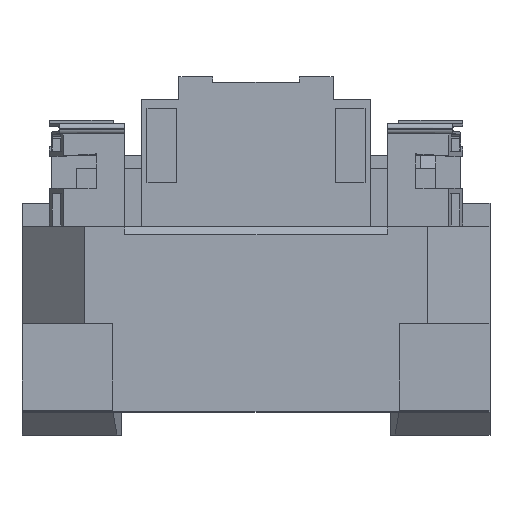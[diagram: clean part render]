
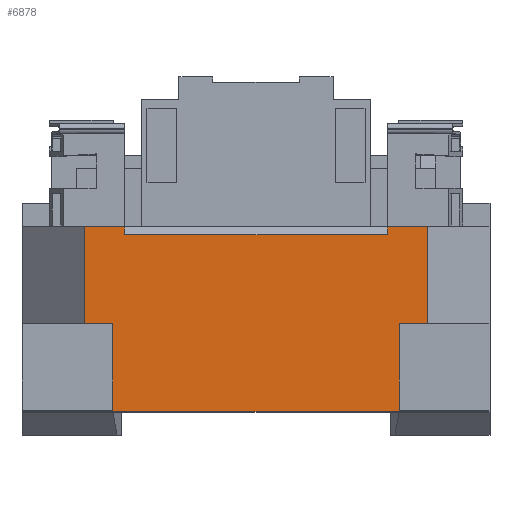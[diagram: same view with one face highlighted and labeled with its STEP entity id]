
A CAD part, top view. The second image highlights one B-rep face of the part: STEP entity #6878.
In plain terms, the highlighted planar face has unit normal (0, 0, 1).
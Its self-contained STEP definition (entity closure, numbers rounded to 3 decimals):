
#218 = CARTESIAN_POINT ( 'NONE',  ( 25.075, 0., 46.625 ) ) ;
#446 = LINE ( 'NONE', #6126, #4414 ) ;
#467 = CARTESIAN_POINT ( 'NONE',  ( -30., 32.2, 46.625 ) ) ;
#581 = CARTESIAN_POINT ( 'NONE',  ( -23., 32.2, 46.625 ) ) ;
#652 = ORIENTED_EDGE ( 'NONE', *, *, #1896, .F. ) ;
#802 = CARTESIAN_POINT ( 'NONE',  ( -23., 30.8, 46.625 ) ) ;
#842 = VERTEX_POINT ( 'NONE', #11344 ) ;
#1022 = VECTOR ( 'NONE', #3796, 1000. ) ;
#1034 = VECTOR ( 'NONE', #4778, 1000. ) ;
#1043 = VERTEX_POINT ( 'NONE', #12809 ) ;
#1237 = EDGE_CURVE ( 'NONE', #14905, #6859, #8945, .T. ) ;
#1246 = CARTESIAN_POINT ( 'NONE',  ( -30., -0.2, 46.625 ) ) ;
#1687 = VERTEX_POINT ( 'NONE', #9067 ) ;
#1710 = DIRECTION ( 'NONE',  ( 0., 1., 0. ) ) ;
#1772 = VERTEX_POINT ( 'NONE', #2497 ) ;
#1790 = CARTESIAN_POINT ( 'NONE',  ( 30., -0.2, 46.625 ) ) ;
#1824 = CARTESIAN_POINT ( 'NONE',  ( -30., -0.2, 46.625 ) ) ;
#1871 = DIRECTION ( 'NONE',  ( 1., 0., 0. ) ) ;
#1896 = EDGE_CURVE ( 'NONE', #3996, #6859, #3514, .T. ) ;
#2294 = VERTEX_POINT ( 'NONE', #9442 ) ;
#2398 = DIRECTION ( 'NONE',  ( 1., 0., 0. ) ) ;
#2497 = CARTESIAN_POINT ( 'NONE',  ( -30., 0., 46.625 ) ) ;
#2675 = CARTESIAN_POINT ( 'NONE',  ( 0., 15.2, 46.625 ) ) ;
#2704 = DIRECTION ( 'NONE',  ( 1., 0., 0. ) ) ;
#2977 = DIRECTION ( 'NONE',  ( 1., 0., 0. ) ) ;
#3074 = VECTOR ( 'NONE', #14516, 1000. ) ;
#3332 = DIRECTION ( 'NONE',  ( 0., 1., 0. ) ) ;
#3417 = VERTEX_POINT ( 'NONE', #9920 ) ;
#3447 = DIRECTION ( 'NONE',  ( -1., 0., 0. ) ) ;
#3514 = LINE ( 'NONE', #467, #4970 ) ;
#3750 = ORIENTED_EDGE ( 'NONE', *, *, #7785, .F. ) ;
#3762 = DIRECTION ( 'NONE',  ( 1., 0., 0. ) ) ;
#3784 = PLANE ( 'NONE',  #4516 ) ;
#3796 = DIRECTION ( 'NONE',  ( 1., 0., 0. ) ) ;
#3879 = CARTESIAN_POINT ( 'NONE',  ( 23., 32.2, 46.625 ) ) ;
#3996 = VERTEX_POINT ( 'NONE', #3879 ) ;
#4414 = VECTOR ( 'NONE', #6071, 1000. ) ;
#4516 = AXIS2_PLACEMENT_3D ( 'NONE', #1824, #12288, #2977 ) ;
#4552 = EDGE_CURVE ( 'NONE', #2294, #6508, #7602, .T. ) ;
#4606 = ORIENTED_EDGE ( 'NONE', *, *, #9922, .F. ) ;
#4617 = VECTOR ( 'NONE', #10565, 1000. ) ;
#4778 = DIRECTION ( 'NONE',  ( 0., 1., 0. ) ) ;
#4970 = VECTOR ( 'NONE', #2704, 1000. ) ;
#5069 = DIRECTION ( 'NONE',  ( 0., 1., 0. ) ) ;
#5195 = VECTOR ( 'NONE', #14679, 1000. ) ;
#5361 = ORIENTED_EDGE ( 'NONE', *, *, #10111, .T. ) ;
#5405 = VERTEX_POINT ( 'NONE', #802 ) ;
#5553 = VECTOR ( 'NONE', #3332, 1000. ) ;
#5809 = DIRECTION ( 'NONE',  ( 0., 1., 0. ) ) ;
#5821 = ORIENTED_EDGE ( 'NONE', *, *, #9549, .T. ) ;
#5836 = EDGE_CURVE ( 'NONE', #1687, #14596, #9298, .T. ) ;
#5869 = CARTESIAN_POINT ( 'NONE',  ( 30., 15.2, 46.625 ) ) ;
#6006 = CARTESIAN_POINT ( 'NONE',  ( -30., 15.2, 46.625 ) ) ;
#6023 = LINE ( 'NONE', #2675, #7844 ) ;
#6071 = DIRECTION ( 'NONE',  ( 0., 1., 0. ) ) ;
#6126 = CARTESIAN_POINT ( 'NONE',  ( -30., -0.2, 46.625 ) ) ;
#6242 = VECTOR ( 'NONE', #1871, 1000. ) ;
#6257 = DIRECTION ( 'NONE',  ( 1., 0., 0. ) ) ;
#6271 = LINE ( 'NONE', #12123, #12604 ) ;
#6508 = VERTEX_POINT ( 'NONE', #14563 ) ;
#6716 = EDGE_CURVE ( 'NONE', #11709, #842, #7831, .T. ) ;
#6859 = VERTEX_POINT ( 'NONE', #11065 ) ;
#6878 = ADVANCED_FACE ( 'NONE', ( #9787 ), #3784, .T. ) ;
#7231 = CARTESIAN_POINT ( 'NONE',  ( 30., -0.2, 46.625 ) ) ;
#7391 = CARTESIAN_POINT ( 'NONE',  ( 0., 0., 46.625 ) ) ;
#7559 = ORIENTED_EDGE ( 'NONE', *, *, #1237, .T. ) ;
#7602 = LINE ( 'NONE', #7231, #3074 ) ;
#7709 = LINE ( 'NONE', #218, #4617 ) ;
#7785 = EDGE_CURVE ( 'NONE', #3417, #842, #7794, .T. ) ;
#7794 = LINE ( 'NONE', #8190, #11034 ) ;
#7831 = LINE ( 'NONE', #14301, #8204 ) ;
#7844 = VECTOR ( 'NONE', #6257, 1000. ) ;
#8004 = CARTESIAN_POINT ( 'NONE',  ( 25.075, 15.2, 46.625 ) ) ;
#8082 = LINE ( 'NONE', #7391, #1022 ) ;
#8190 = CARTESIAN_POINT ( 'NONE',  ( -25.075, 0., 46.625 ) ) ;
#8204 = VECTOR ( 'NONE', #3762, 1000. ) ;
#8467 = ORIENTED_EDGE ( 'NONE', *, *, #9926, .F. ) ;
#8575 = ORIENTED_EDGE ( 'NONE', *, *, #12545, .F. ) ;
#8765 = LINE ( 'NONE', #11336, #14934 ) ;
#8801 = LINE ( 'NONE', #1246, #12608 ) ;
#8945 = LINE ( 'NONE', #1790, #11479 ) ;
#9067 = CARTESIAN_POINT ( 'NONE',  ( -30., 32.2, 46.625 ) ) ;
#9205 = ORIENTED_EDGE ( 'NONE', *, *, #10215, .F. ) ;
#9298 = LINE ( 'NONE', #9745, #6242 ) ;
#9442 = CARTESIAN_POINT ( 'NONE',  ( 30., -0.2, 46.625 ) ) ;
#9549 = EDGE_CURVE ( 'NONE', #12421, #2294, #8801, .T. ) ;
#9690 = ORIENTED_EDGE ( 'NONE', *, *, #12331, .F. ) ;
#9745 = CARTESIAN_POINT ( 'NONE',  ( -30., 32.2, 46.625 ) ) ;
#9787 = FACE_OUTER_BOUND ( 'NONE', #12260, .T. ) ;
#9920 = CARTESIAN_POINT ( 'NONE',  ( -25.075, 0., 46.625 ) ) ;
#9922 = EDGE_CURVE ( 'NONE', #1043, #6508, #14806, .T. ) ;
#9926 = EDGE_CURVE ( 'NONE', #11709, #1687, #11701, .T. ) ;
#10111 = EDGE_CURVE ( 'NONE', #5405, #14596, #11896, .T. ) ;
#10187 = CARTESIAN_POINT ( 'NONE',  ( 0., 0., 46.625 ) ) ;
#10215 = EDGE_CURVE ( 'NONE', #14002, #3996, #6271, .T. ) ;
#10235 = CARTESIAN_POINT ( 'NONE',  ( -30., -0.2, 46.625 ) ) ;
#10417 = CARTESIAN_POINT ( 'NONE',  ( -30., -0.2, 46.625 ) ) ;
#10565 = DIRECTION ( 'NONE',  ( 0., -1., 0. ) ) ;
#10733 = CARTESIAN_POINT ( 'NONE',  ( -23., 30.2, 46.625 ) ) ;
#10846 = ORIENTED_EDGE ( 'NONE', *, *, #4552, .T. ) ;
#10988 = EDGE_CURVE ( 'NONE', #14002, #5405, #8765, .T. ) ;
#11034 = VECTOR ( 'NONE', #5809, 1000. ) ;
#11065 = CARTESIAN_POINT ( 'NONE',  ( 30., 32.2, 46.625 ) ) ;
#11336 = CARTESIAN_POINT ( 'NONE',  ( 0., 30.8, 46.625 ) ) ;
#11344 = CARTESIAN_POINT ( 'NONE',  ( -25.075, 15.2, 46.625 ) ) ;
#11479 = VECTOR ( 'NONE', #5069, 1000. ) ;
#11632 = ORIENTED_EDGE ( 'NONE', *, *, #5836, .F. ) ;
#11701 = LINE ( 'NONE', #10235, #5553 ) ;
#11709 = VERTEX_POINT ( 'NONE', #6006 ) ;
#11896 = LINE ( 'NONE', #10733, #1034 ) ;
#12123 = CARTESIAN_POINT ( 'NONE',  ( 23., 30.2, 46.625 ) ) ;
#12260 = EDGE_LOOP ( 'NONE', ( #9205, #12717, #5361, #11632, #8467, #13737, #3750, #9690, #14797, #5821, #10846, #4606, #8575, #14875, #7559, #652 ) ) ;
#12288 = DIRECTION ( 'NONE',  ( 0., 0., 1. ) ) ;
#12331 = EDGE_CURVE ( 'NONE', #1772, #3417, #8082, .T. ) ;
#12421 = VERTEX_POINT ( 'NONE', #10417 ) ;
#12545 = EDGE_CURVE ( 'NONE', #14863, #1043, #7709, .T. ) ;
#12604 = VECTOR ( 'NONE', #1710, 1000. ) ;
#12608 = VECTOR ( 'NONE', #2398, 1000. ) ;
#12717 = ORIENTED_EDGE ( 'NONE', *, *, #10988, .T. ) ;
#12809 = CARTESIAN_POINT ( 'NONE',  ( 25.075, 0., 46.625 ) ) ;
#13218 = EDGE_CURVE ( 'NONE', #12421, #1772, #446, .T. ) ;
#13737 = ORIENTED_EDGE ( 'NONE', *, *, #6716, .T. ) ;
#13805 = EDGE_CURVE ( 'NONE', #14863, #14905, #6023, .T. ) ;
#14002 = VERTEX_POINT ( 'NONE', #14458 ) ;
#14301 = CARTESIAN_POINT ( 'NONE',  ( 0., 15.2, 46.625 ) ) ;
#14458 = CARTESIAN_POINT ( 'NONE',  ( 23., 30.8, 46.625 ) ) ;
#14516 = DIRECTION ( 'NONE',  ( 0., 1., 0. ) ) ;
#14563 = CARTESIAN_POINT ( 'NONE',  ( 30., 0., 46.625 ) ) ;
#14596 = VERTEX_POINT ( 'NONE', #581 ) ;
#14679 = DIRECTION ( 'NONE',  ( 1., 0., 0. ) ) ;
#14797 = ORIENTED_EDGE ( 'NONE', *, *, #13218, .F. ) ;
#14806 = LINE ( 'NONE', #10187, #5195 ) ;
#14863 = VERTEX_POINT ( 'NONE', #8004 ) ;
#14875 = ORIENTED_EDGE ( 'NONE', *, *, #13805, .T. ) ;
#14905 = VERTEX_POINT ( 'NONE', #5869 ) ;
#14934 = VECTOR ( 'NONE', #3447, 1000. ) ;
